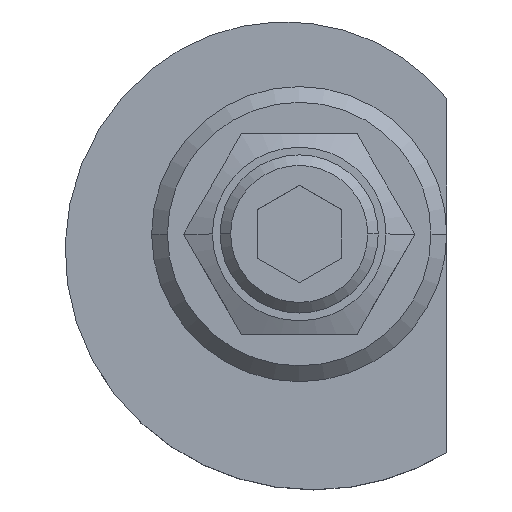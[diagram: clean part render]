
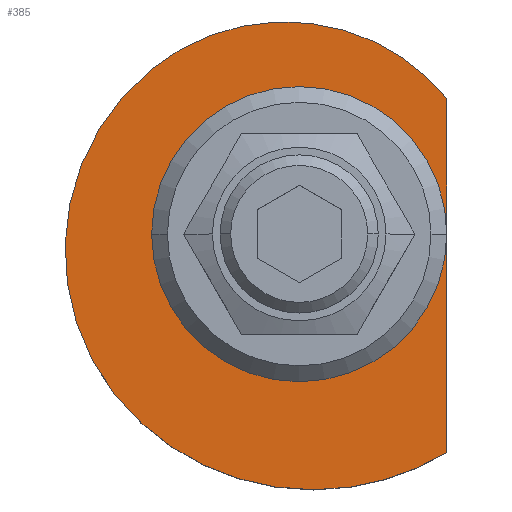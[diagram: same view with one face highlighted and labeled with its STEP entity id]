
A CAD part, top view. The second image highlights one B-rep face of the part: STEP entity #385.
In plain terms, the highlighted planar face has unit normal (0, 0, 1).
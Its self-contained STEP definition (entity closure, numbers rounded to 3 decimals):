
#321=EDGE_CURVE('',#329,#455,#720,.T.);
#323=EDGE_CURVE('',#351,#329,#722,.T.);
#329=VERTEX_POINT('',#728);
#337=EDGE_CURVE('',#381,#351,#737,.T.);
#351=VERTEX_POINT('',#754);
#361=EDGE_CURVE('',#389,#381,#764,.T.);
#381=VERTEX_POINT('',#786);
#383=EDGE_CURVE('',#411,#389,#788,.T.);
#385=ADVANCED_FACE('',(#790),#791,.T.);
#389=VERTEX_POINT('',#796);
#393=EDGE_CURVE('',#411,#421,#800,.T.);
#411=VERTEX_POINT('',#818);
#421=VERTEX_POINT('',#830);
#455=VERTEX_POINT('',#867);
#457=EDGE_CURVE('',#421,#455,#869,.T.);
#471=VERTEX_POINT('',#887);
#511=EDGE_CURVE('',#421,#471,#929,.T.);
#559=EDGE_CURVE('',#471,#421,#986,.T.);
#720=CIRCLE('',#1193,24.679);
#722=CIRCLE('',#1196,24.21);
#728=CARTESIAN_POINT('',(4.946,-23.976,12.0));
#737=CIRCLE('',#1225,22.15);
#754=CARTESIAN_POINT('',(-15.011,-17.895,12.0));
#764=CIRCLE('',#1260,20.09);
#786=CARTESIAN_POINT('',(-13.944,15.699,12.0));
#788=CIRCLE('',#1293,19.);
#790=FACE_OUTER_BOUND('',#1295,.T.);
#791=PLANE('',#1296);
#796=CARTESIAN_POINT('',(7.209,18.225,12.0));
#800=LINE('',#1306,#1307);
#818=CARTESIAN_POINT('',(14.,12.845,12.0));
#830=CARTESIAN_POINT('',(14.0,0.,12.0));
#867=CARTESIAN_POINT('',(14.0,-20.712,12.0));
#869=LINE('',#1401,#1402);
#887=CARTESIAN_POINT('',(-14.0,0.,12.0));
#929=CIRCLE('',#1495,14.0);
#986=CIRCLE('',#1579,14.0);
#1193=AXIS2_PLACEMENT_3D('',#1771,#1772,#1773);
#1196=AXIS2_PLACEMENT_3D('',#1774,#1775,#1776);
#1225=AXIS2_PLACEMENT_3D('',#1789,#1790,#1791);
#1260=AXIS2_PLACEMENT_3D('',#1822,#1823,#1824);
#1293=AXIS2_PLACEMENT_3D('',#1845,#1846,#1847);
#1295=EDGE_LOOP('',(#1849,#1850,#1851,#1852,#1853,#1854,#1855,#1856,#1857));
#1296=AXIS2_PLACEMENT_3D('',#1858,#1859,#1860);
#1306=CARTESIAN_POINT('',(14.0,-20.712,12.0));
#1307=VECTOR('',#1869,1.0);
#1401=CARTESIAN_POINT('',(14.0,-20.712,12.0));
#1402=VECTOR('',#1919,1.0);
#1495=AXIS2_PLACEMENT_3D('',#1991,#1992,#1993);
#1579=AXIS2_PLACEMENT_3D('',#2073,#2074,#2075);
#1771=CARTESIAN_POINT('',(1.265,0.427,12.0));
#1772=DIRECTION('',(0.0,0.0,1.0));
#1773=DIRECTION('',(0.516,-0.857,0.0));
#1774=CARTESIAN_POINT('',(1.335,-0.037,12.0));
#1775=DIRECTION('',(0.0,0.0,1.0));
#1776=DIRECTION('',(0.149,-0.989,0.0));
#1789=CARTESIAN_POINT('',(-0.056,-1.556,12.0));
#1790=DIRECTION('',(0.0,0.0,1.0));
#1791=DIRECTION('',(-0.675,-0.738,0.0));
#1822=CARTESIAN_POINT('',(-1.348,0.049,12.0));
#1823=DIRECTION('',(0.0,0.0,1.0));
#1824=DIRECTION('',(-0.627,0.779,0.0));
#1845=CARTESIAN_POINT('',(-0.883,1.035,12.0));
#1846=DIRECTION('',(0.0,-0.0,1.0));
#1847=DIRECTION('',(0.426,0.905,0.0));
#1849=ORIENTED_EDGE('',*,*,#383,.T.);
#1850=ORIENTED_EDGE('',*,*,#361,.T.);
#1851=ORIENTED_EDGE('',*,*,#337,.T.);
#1852=ORIENTED_EDGE('',*,*,#323,.T.);
#1853=ORIENTED_EDGE('',*,*,#321,.T.);
#1854=ORIENTED_EDGE('',*,*,#457,.F.);
#1855=ORIENTED_EDGE('',*,*,#511,.T.);
#1856=ORIENTED_EDGE('',*,*,#559,.T.);
#1857=ORIENTED_EDGE('',*,*,#393,.F.);
#1858=CARTESIAN_POINT('',(-1.396,0.,12.0));
#1859=DIRECTION('',(0.0,0.0,1.0));
#1860=DIRECTION('',(1.0,0.0,0.0));
#1869=DIRECTION('',(0.0,-1.0,0.0));
#1919=DIRECTION('',(0.0,-1.0,0.0));
#1991=CARTESIAN_POINT('',(0.0,0.0,12.0));
#1992=DIRECTION('',(0.0,0.0,-1.0));
#1993=DIRECTION('',(1.0,0.,0.0));
#2073=CARTESIAN_POINT('',(0.0,0.0,12.0));
#2074=DIRECTION('',(0.0,0.0,-1.0));
#2075=DIRECTION('',(1.0,0.,0.0));
